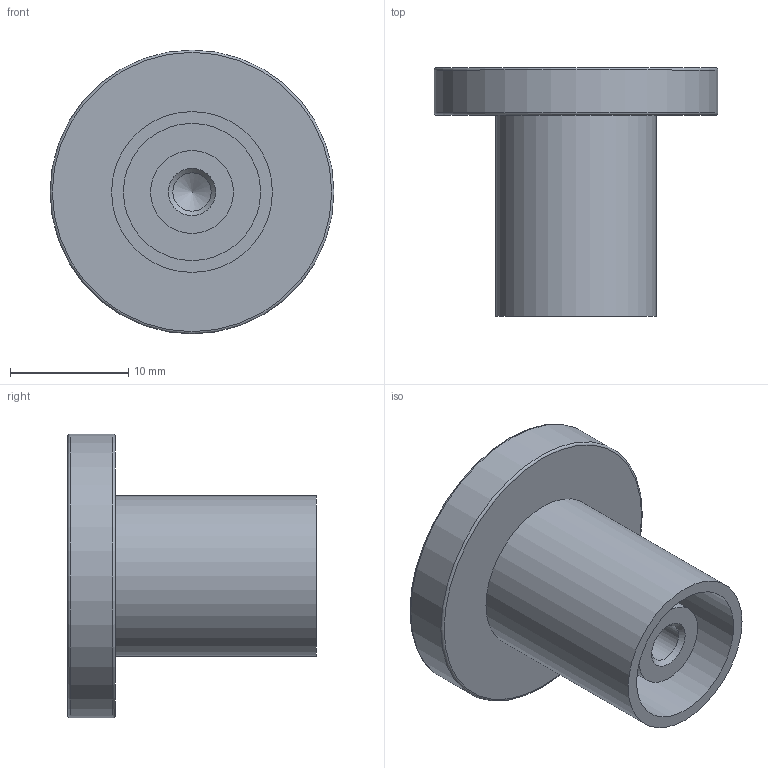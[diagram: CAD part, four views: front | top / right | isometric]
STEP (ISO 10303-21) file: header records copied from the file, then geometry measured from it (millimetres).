
FILE_DESCRIPTION(/* description */ (''),/* implementation_level */ '2;1');
FILE_NAME(/* name */ 'GZ-SPOT.stp',/* time_stamp */ '2021-11-25T12:41:58+01:00',/* author */ ('tomaszw'),/* organization */ (''),/* preprocessor_version */ 'ST-DEVELOPER v18.1',/* originating_system */ 'Autodesk Inventor 2021',/* authorisation */ '');
FILE_SCHEMA (('AUTOMOTIVE_DESIGN { 1 0 10303 214 3 1 1 }'));
Length unit declared in the file: millimetre
Products named in the file (1): GZ-SPOT
Bounding box: 24 x 21 x 24 mm (x, y, z)
Volume: 3293.6 mm3; surface area: 2696.4 mm2
Topology: 1 solids, 1 shells, 14 faces, 23 edges, 14 vertices
Faces by surface type: cylinder 5, plane 5, torus 2, cone 2
Full cylindrical faces by diameter (mm): 3.242 x1, 7 x1, 11.6 x1, 13.6 x1, 24 x1
Entity records: 366 total; most frequent: DIRECTION 67, CARTESIAN_POINT 51, ORIENTED_EDGE 44, AXIS2_PLACEMENT_3D 30, EDGE_CURVE 22, EDGE_LOOP 18, CIRCLE 15, FACE_OUTER_BOUND 14
